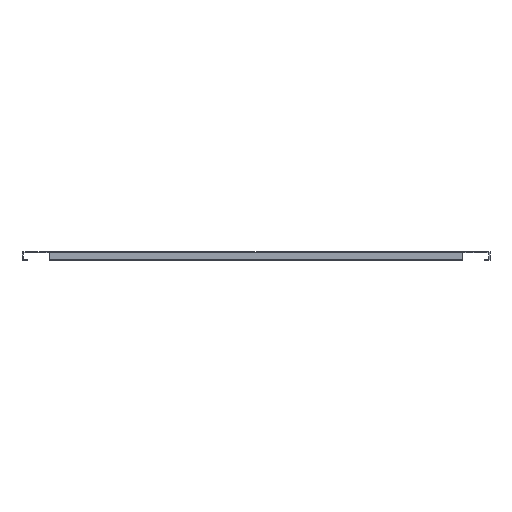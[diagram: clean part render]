
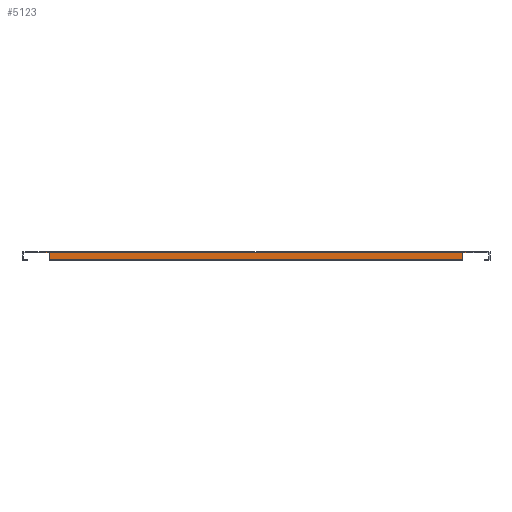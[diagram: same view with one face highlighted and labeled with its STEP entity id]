
A CAD part, front view. The second image highlights one B-rep face of the part: STEP entity #5123.
In plain terms, the highlighted planar face has unit normal (0, -1, 0).
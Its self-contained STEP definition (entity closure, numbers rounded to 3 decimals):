
#1220=DIRECTION('',(-1.,0.,0.));
#1221=VECTOR('',#1220,923.);
#1222=CARTESIAN_POINT('',(461.5,-895.,2.5));
#1223=LINE('',#1222,#1221);
#2232=DIRECTION('',(0.,0.,1.));
#2233=VECTOR('',#2232,2.5);
#2234=CARTESIAN_POINT('',(461.5,-895.,0.));
#2235=LINE('',#2234,#2233);
#2239=DIRECTION('',(-1.,0.,0.));
#2240=VECTOR('',#2239,20.5);
#2241=CARTESIAN_POINT('',(461.5,-895.,0.));
#2242=LINE('',#2241,#2240);
#2246=DIRECTION('',(-1.,0.,0.));
#2247=VECTOR('',#2246,882.);
#2248=CARTESIAN_POINT('',(441.,-895.,-15.5));
#2249=LINE('',#2248,#2247);
#2253=DIRECTION('',(-1.,0.,0.));
#2254=VECTOR('',#2253,20.5);
#2255=CARTESIAN_POINT('',(-441.,-895.,0.));
#2256=LINE('',#2255,#2254);
#2274=DIRECTION('',(0.,0.,1.));
#2275=VECTOR('',#2274,15.5);
#2276=CARTESIAN_POINT('',(441.,-895.,-15.5));
#2277=LINE('',#2276,#2275);
#2337=DIRECTION('',(0.,0.,-1.));
#2338=VECTOR('',#2337,15.5);
#2339=CARTESIAN_POINT('',(-441.,-895.,0.));
#2340=LINE('',#2339,#2338);
#2372=DIRECTION('',(0.,0.,-1.));
#2373=VECTOR('',#2372,2.5);
#2374=CARTESIAN_POINT('',(-461.5,-895.,2.5));
#2375=LINE('',#2374,#2373);
#2759=CARTESIAN_POINT('',(-461.5,-895.,0.));
#2760=VERTEX_POINT('',#2759);
#2761=CARTESIAN_POINT('',(-441.,-895.,0.));
#2762=VERTEX_POINT('',#2761);
#2767=CARTESIAN_POINT('',(441.,-895.,0.));
#2768=VERTEX_POINT('',#2767);
#2769=CARTESIAN_POINT('',(461.5,-895.,0.));
#2770=VERTEX_POINT('',#2769);
#3045=CARTESIAN_POINT('',(461.5,-895.,2.5));
#3046=VERTEX_POINT('',#3045);
#3047=CARTESIAN_POINT('',(-461.5,-895.,2.5));
#3048=VERTEX_POINT('',#3047);
#3189=CARTESIAN_POINT('',(441.,-895.,-15.5));
#3190=VERTEX_POINT('',#3189);
#3191=CARTESIAN_POINT('',(-441.,-895.,-15.5));
#3192=VERTEX_POINT('',#3191);
#5104=CARTESIAN_POINT('',(0.,-895.,0.));
#5105=DIRECTION('',(0.,-1.,0.));
#5106=DIRECTION('',(0.,0.,-1.));
#5107=AXIS2_PLACEMENT_3D('',#5104,#5105,#5106);
#5108=PLANE('',#5107);
#5109=ORIENTED_EDGE('',*,*,#3825,.F.);
#5110=ORIENTED_EDGE('',*,*,#5092,.F.);
#5111=ORIENTED_EDGE('',*,*,#3248,.T.);
#5113=ORIENTED_EDGE('',*,*,#5112,.F.);
#5115=ORIENTED_EDGE('',*,*,#5114,.T.);
#5117=ORIENTED_EDGE('',*,*,#5116,.F.);
#5118=ORIENTED_EDGE('',*,*,#3240,.T.);
#5120=ORIENTED_EDGE('',*,*,#5119,.F.);
#5121=EDGE_LOOP('',(#5109,#5110,#5111,#5113,#5115,#5117,#5118,#5120));
#5122=FACE_OUTER_BOUND('',#5121,.F.);
#3240=EDGE_CURVE('',#2762,#2760,#2256,.T.);
#3248=EDGE_CURVE('',#2770,#2768,#2242,.T.);
#3825=EDGE_CURVE('',#3046,#3048,#1223,.T.);
#5092=EDGE_CURVE('',#2770,#3046,#2235,.T.);
#5112=EDGE_CURVE('',#3190,#2768,#2277,.T.);
#5114=EDGE_CURVE('',#3190,#3192,#2249,.T.);
#5116=EDGE_CURVE('',#2762,#3192,#2340,.T.);
#5119=EDGE_CURVE('',#3048,#2760,#2375,.T.);
#5123=ADVANCED_FACE('',(#5122),#5108,.T.);
